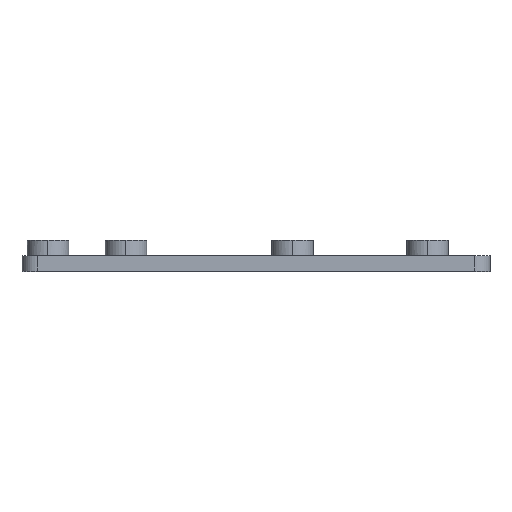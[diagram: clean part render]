
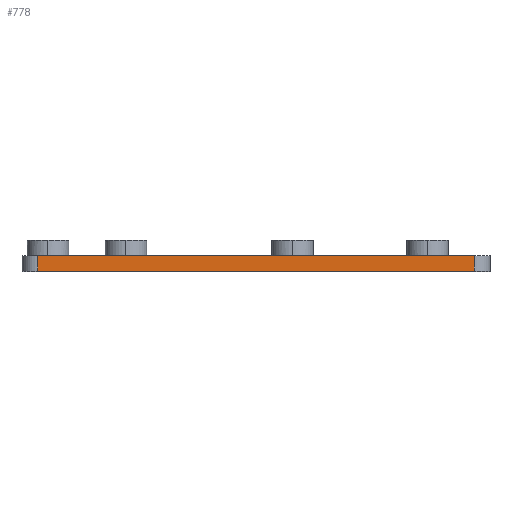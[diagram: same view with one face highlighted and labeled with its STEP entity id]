
A CAD part, top view. The second image highlights one B-rep face of the part: STEP entity #778.
In plain terms, the highlighted planar face has unit normal (0, 0, 1).
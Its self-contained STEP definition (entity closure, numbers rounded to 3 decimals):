
#714 = EDGE_LOOP ( 'NONE', ( #2943, #1719, #2246, #2403 ) ) ;
#778 = ADVANCED_FACE ( 'NONE', ( #2108 ), #4027, .F. ) ;
#857 = CARTESIAN_POINT ( 'NONE',  ( 42., 3., 30. ) ) ;
#925 = VERTEX_POINT ( 'NONE', #2180 ) ;
#1069 = LINE ( 'NONE', #6329, #1252 ) ;
#1252 = VECTOR ( 'NONE', #2607, 1000. ) ;
#1496 = DIRECTION ( 'NONE',  ( -1., 0., 0. ) ) ;
#1568 = LINE ( 'NONE', #4086, #5458 ) ;
#1719 = ORIENTED_EDGE ( 'NONE', *, *, #3241, .T. ) ;
#1837 = DIRECTION ( 'NONE',  ( 0., 1., 0. ) ) ;
#1919 = VECTOR ( 'NONE', #1837, 1000. ) ;
#2108 = FACE_OUTER_BOUND ( 'NONE', #714, .T. ) ;
#2114 = VECTOR ( 'NONE', #4396, 1000. ) ;
#2180 = CARTESIAN_POINT ( 'NONE',  ( 42., 3., 30. ) ) ;
#2246 = ORIENTED_EDGE ( 'NONE', *, *, #4499, .T. ) ;
#2314 = EDGE_CURVE ( 'NONE', #4419, #925, #3321, .T. ) ;
#2403 = ORIENTED_EDGE ( 'NONE', *, *, #2314, .T. ) ;
#2445 = CARTESIAN_POINT ( 'NONE',  ( -45., 3., 30. ) ) ;
#2607 = DIRECTION ( 'NONE',  ( 0., -1., 0. ) ) ;
#2881 = CARTESIAN_POINT ( 'NONE',  ( -45., 3., 30. ) ) ;
#2943 = ORIENTED_EDGE ( 'NONE', *, *, #5375, .F. ) ;
#3007 = DIRECTION ( 'NONE',  ( 1., 0., 0. ) ) ;
#3241 = EDGE_CURVE ( 'NONE', #4296, #4457, #1069, .T. ) ;
#3278 = LINE ( 'NONE', #2881, #2114 ) ;
#3321 = LINE ( 'NONE', #857, #1919 ) ;
#4027 = PLANE ( 'NONE',  #4940 ) ;
#4086 = CARTESIAN_POINT ( 'NONE',  ( -45., 0., 30. ) ) ;
#4296 = VERTEX_POINT ( 'NONE', #5580 ) ;
#4396 = DIRECTION ( 'NONE',  ( 1., 0., 0. ) ) ;
#4419 = VERTEX_POINT ( 'NONE', #6673 ) ;
#4457 = VERTEX_POINT ( 'NONE', #5686 ) ;
#4499 = EDGE_CURVE ( 'NONE', #4457, #4419, #1568, .T. ) ;
#4940 = AXIS2_PLACEMENT_3D ( 'NONE', #2445, #5762, #1496 ) ;
#5375 = EDGE_CURVE ( 'NONE', #4296, #925, #3278, .T. ) ;
#5458 = VECTOR ( 'NONE', #3007, 1000. ) ;
#5580 = CARTESIAN_POINT ( 'NONE',  ( -42., 3., 30. ) ) ;
#5686 = CARTESIAN_POINT ( 'NONE',  ( -42., 0., 30. ) ) ;
#5762 = DIRECTION ( 'NONE',  ( 0., 0., -1. ) ) ;
#6329 = CARTESIAN_POINT ( 'NONE',  ( -42., 3., 30. ) ) ;
#6673 = CARTESIAN_POINT ( 'NONE',  ( 42., 0., 30. ) ) ;
